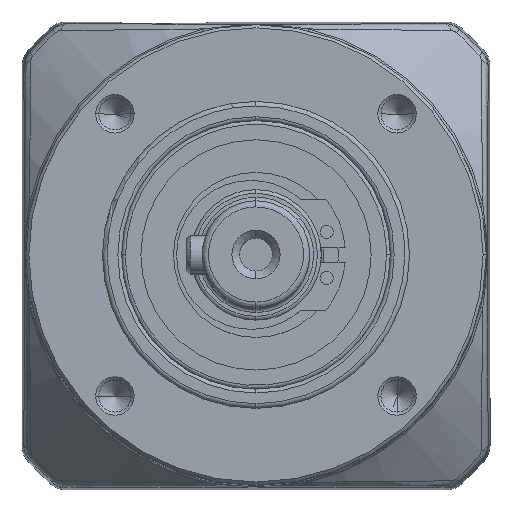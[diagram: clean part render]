
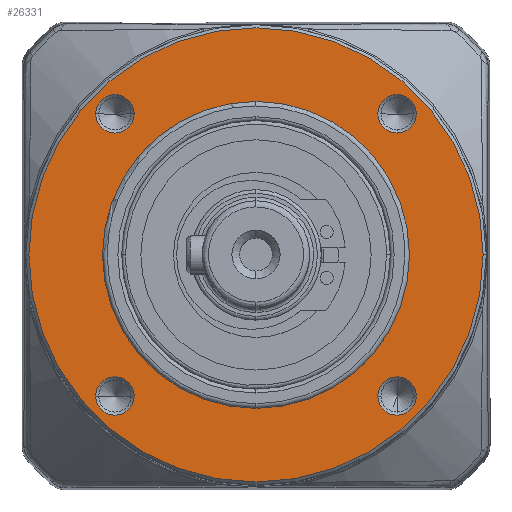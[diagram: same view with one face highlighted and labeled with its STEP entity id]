
A CAD part, top view. The second image highlights one B-rep face of the part: STEP entity #26331.
In plain terms, the highlighted planar face has unit normal (0, 0, 1).
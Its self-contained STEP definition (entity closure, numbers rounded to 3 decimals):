
#188 = CIRCLE ( 'NONE', #20334, 2.5 ) ;
#460 = CIRCLE ( 'NONE', #19256, 2.5 ) ;
#1149 = DIRECTION ( 'NONE',  ( 1., 0., 0. ) ) ;
#1182 = DIRECTION ( 'NONE',  ( 0., 0., -1. ) ) ;
#1187 = CARTESIAN_POINT ( 'NONE',  ( -18.385, 18.385, 25.5 ) ) ;
#1799 = ORIENTED_EDGE ( 'NONE', *, *, #4945, .T. ) ;
#2257 = VERTEX_POINT ( 'NONE', #6738 ) ;
#2357 = AXIS2_PLACEMENT_3D ( 'NONE', #17814, #11672, #26129 ) ;
#2370 = DIRECTION ( 'NONE',  ( 1., 0., 0. ) ) ;
#2372 = DIRECTION ( 'NONE',  ( 0., 0., -1. ) ) ;
#2390 = CARTESIAN_POINT ( 'NONE',  ( -18.385, 18.385, 25.5 ) ) ;
#2560 = DIRECTION ( 'NONE',  ( 1., 0., 0. ) ) ;
#2589 = DIRECTION ( 'NONE',  ( 0., 0., -1. ) ) ;
#2624 = CARTESIAN_POINT ( 'NONE',  ( -18.385, -18.385, 25.5 ) ) ;
#2836 = CARTESIAN_POINT ( 'NONE',  ( 18.385, 18.385, 25.5 ) ) ;
#3366 = CARTESIAN_POINT ( 'NONE',  ( 0., 0., 25.5 ) ) ;
#3368 = VERTEX_POINT ( 'NONE', #26433 ) ;
#3422 = FACE_BOUND ( 'NONE', #10149, .T. ) ;
#3562 = EDGE_LOOP ( 'NONE', ( #24355, #4917 ) ) ;
#4244 = VERTEX_POINT ( 'NONE', #14746 ) ;
#4481 = CIRCLE ( 'NONE', #24983, 2.5 ) ;
#4695 = DIRECTION ( 'NONE',  ( 1., 0., 0. ) ) ;
#4700 = DIRECTION ( 'NONE',  ( 0., 0., -1. ) ) ;
#4731 = CARTESIAN_POINT ( 'NONE',  ( 18.385, -18.385, 25.5 ) ) ;
#4917 = ORIENTED_EDGE ( 'NONE', *, *, #10289, .T. ) ;
#4945 = EDGE_CURVE ( 'NONE', #24177, #26798, #8005, .T. ) ;
#4972 = DIRECTION ( 'NONE',  ( 0., -1., 0. ) ) ;
#5435 = CARTESIAN_POINT ( 'NONE',  ( 0., 0., 25.5 ) ) ;
#5477 = DIRECTION ( 'NONE',  ( -1., 0., 0. ) ) ;
#5784 = ORIENTED_EDGE ( 'NONE', *, *, #21409, .T. ) ;
#6511 = AXIS2_PLACEMENT_3D ( 'NONE', #4731, #4700, #4695 ) ;
#6738 = CARTESIAN_POINT ( 'NONE',  ( -15.885, 18.385, 25.5 ) ) ;
#6846 = EDGE_LOOP ( 'NONE', ( #19751, #25095 ) ) ;
#7106 = CARTESIAN_POINT ( 'NONE',  ( 29.6, 0., 25.5 ) ) ;
#7288 = CARTESIAN_POINT ( 'NONE',  ( -15.885, -18.385, 25.5 ) ) ;
#7346 = CIRCLE ( 'NONE', #25552, 20. ) ;
#7361 = DIRECTION ( 'NONE',  ( -1., 0., 0. ) ) ;
#7365 = DIRECTION ( 'NONE',  ( 0., 0., -1. ) ) ;
#7394 = CARTESIAN_POINT ( 'NONE',  ( 0., 0., 25.5 ) ) ;
#7437 = PLANE ( 'NONE',  #2357 ) ;
#7561 = DIRECTION ( 'NONE',  ( -1., 0., 0. ) ) ;
#8005 = CIRCLE ( 'NONE', #6511, 2.5 ) ;
#8026 = AXIS2_PLACEMENT_3D ( 'NONE', #5435, #19967, #7561 ) ;
#8076 = VERTEX_POINT ( 'NONE', #14560 ) ;
#8430 = VERTEX_POINT ( 'NONE', #11402 ) ;
#8714 = CARTESIAN_POINT ( 'NONE',  ( 18.385, 20.885, 25.5 ) ) ;
#8805 = EDGE_CURVE ( 'NONE', #3368, #22443, #20668, .T. ) ;
#8912 = CARTESIAN_POINT ( 'NONE',  ( 15.885, -18.385, 25.5 ) ) ;
#9047 = FACE_BOUND ( 'NONE', #21931, .T. ) ;
#9144 = DIRECTION ( 'NONE',  ( 1., 0., 0. ) ) ;
#9169 = DIRECTION ( 'NONE',  ( 0., 0., -1. ) ) ;
#9201 = CARTESIAN_POINT ( 'NONE',  ( -18.385, -18.385, 25.5 ) ) ;
#9459 = CARTESIAN_POINT ( 'NONE',  ( 18.385, 18.385, 25.5 ) ) ;
#9632 = EDGE_LOOP ( 'NONE', ( #25413, #25075 ) ) ;
#9735 = CARTESIAN_POINT ( 'NONE',  ( 20.885, -18.385, 25.5 ) ) ;
#10149 = EDGE_LOOP ( 'NONE', ( #23206, #5784 ) ) ;
#10289 = EDGE_CURVE ( 'NONE', #8076, #16733, #188, .T. ) ;
#10381 = FACE_BOUND ( 'NONE', #19612, .T. ) ;
#10398 = ORIENTED_EDGE ( 'NONE', *, *, #18046, .T. ) ;
#10680 = ORIENTED_EDGE ( 'NONE', *, *, #18166, .T. ) ;
#10999 = AXIS2_PLACEMENT_3D ( 'NONE', #2836, #17463, #4972 ) ;
#11120 = EDGE_CURVE ( 'NONE', #21688, #25336, #22907, .T. ) ;
#11402 = CARTESIAN_POINT ( 'NONE',  ( 18.385, 15.885, 25.5 ) ) ;
#11551 = DIRECTION ( 'NONE',  ( 0., -1., 0. ) ) ;
#11672 = DIRECTION ( 'NONE',  ( 0., 0., 1. ) ) ;
#11786 = EDGE_CURVE ( 'NONE', #26798, #24177, #460, .T. ) ;
#11990 = AXIS2_PLACEMENT_3D ( 'NONE', #1187, #1182, #1149 ) ;
#12102 = CIRCLE ( 'NONE', #10999, 2.5 ) ;
#12894 = DIRECTION ( 'NONE',  ( 1., 0., 0. ) ) ;
#12941 = DIRECTION ( 'NONE',  ( 0., 0., -1. ) ) ;
#12976 = CARTESIAN_POINT ( 'NONE',  ( 18.385, -18.385, 25.5 ) ) ;
#14560 = CARTESIAN_POINT ( 'NONE',  ( -20.885, -18.385, 25.5 ) ) ;
#14579 = FACE_BOUND ( 'NONE', #3562, .T. ) ;
#14746 = CARTESIAN_POINT ( 'NONE',  ( -20.885, 18.385, 25.5 ) ) ;
#15990 = AXIS2_PLACEMENT_3D ( 'NONE', #7394, #7365, #7361 ) ;
#16226 = CIRCLE ( 'NONE', #22153, 2.5 ) ;
#16733 = VERTEX_POINT ( 'NONE', #7288 ) ;
#16924 = CIRCLE ( 'NONE', #8026, 29.6 ) ;
#17463 = DIRECTION ( 'NONE',  ( 0., 0., -1. ) ) ;
#17725 = ORIENTED_EDGE ( 'NONE', *, *, #11786, .T. ) ;
#17814 = CARTESIAN_POINT ( 'NONE',  ( 0., 0., 25.5 ) ) ;
#17971 = DIRECTION ( 'NONE',  ( 0., 0., -1. ) ) ;
#18010 = EDGE_CURVE ( 'NONE', #16733, #8076, #16226, .T. ) ;
#18046 = EDGE_CURVE ( 'NONE', #4244, #2257, #4481, .T. ) ;
#18166 = EDGE_CURVE ( 'NONE', #2257, #4244, #24643, .T. ) ;
#18772 = AXIS2_PLACEMENT_3D ( 'NONE', #9459, #23918, #11551 ) ;
#19256 = AXIS2_PLACEMENT_3D ( 'NONE', #12976, #12941, #12894 ) ;
#19364 = FACE_BOUND ( 'NONE', #9632, .T. ) ;
#19612 = EDGE_LOOP ( 'NONE', ( #10680, #10398 ) ) ;
#19751 = ORIENTED_EDGE ( 'NONE', *, *, #21910, .F. ) ;
#19967 = DIRECTION ( 'NONE',  ( 0., 0., -1. ) ) ;
#20334 = AXIS2_PLACEMENT_3D ( 'NONE', #9201, #9169, #9144 ) ;
#20403 = CARTESIAN_POINT ( 'NONE',  ( -20., 0., 25.5 ) ) ;
#20668 = CIRCLE ( 'NONE', #15990, 20. ) ;
#21061 = EDGE_CURVE ( 'NONE', #8430, #25852, #12102, .T. ) ;
#21409 = EDGE_CURVE ( 'NONE', #25852, #8430, #23348, .T. ) ;
#21688 = VERTEX_POINT ( 'NONE', #7106 ) ;
#21910 = EDGE_CURVE ( 'NONE', #25336, #21688, #16924, .T. ) ;
#21931 = EDGE_LOOP ( 'NONE', ( #17725, #1799 ) ) ;
#22153 = AXIS2_PLACEMENT_3D ( 'NONE', #2624, #2589, #2560 ) ;
#22443 = VERTEX_POINT ( 'NONE', #20403 ) ;
#22907 = CIRCLE ( 'NONE', #26378, 29.6 ) ;
#23206 = ORIENTED_EDGE ( 'NONE', *, *, #21061, .T. ) ;
#23348 = CIRCLE ( 'NONE', #18772, 2.5 ) ;
#23918 = DIRECTION ( 'NONE',  ( 0., 0., -1. ) ) ;
#24177 = VERTEX_POINT ( 'NONE', #8912 ) ;
#24262 = DIRECTION ( 'NONE',  ( -1., 0., 0. ) ) ;
#24265 = DIRECTION ( 'NONE',  ( 0., 0., -1. ) ) ;
#24293 = CARTESIAN_POINT ( 'NONE',  ( 0., 0., 25.5 ) ) ;
#24355 = ORIENTED_EDGE ( 'NONE', *, *, #18010, .T. ) ;
#24643 = CIRCLE ( 'NONE', #11990, 2.5 ) ;
#24928 = FACE_OUTER_BOUND ( 'NONE', #6846, .T. ) ;
#24983 = AXIS2_PLACEMENT_3D ( 'NONE', #2390, #2372, #2370 ) ;
#25075 = ORIENTED_EDGE ( 'NONE', *, *, #8805, .T. ) ;
#25095 = ORIENTED_EDGE ( 'NONE', *, *, #11120, .F. ) ;
#25223 = CARTESIAN_POINT ( 'NONE',  ( -29.6, 0., 25.5 ) ) ;
#25336 = VERTEX_POINT ( 'NONE', #25223 ) ;
#25413 = ORIENTED_EDGE ( 'NONE', *, *, #26781, .T. ) ;
#25552 = AXIS2_PLACEMENT_3D ( 'NONE', #3366, #17971, #5477 ) ;
#25852 = VERTEX_POINT ( 'NONE', #8714 ) ;
#26129 = DIRECTION ( 'NONE',  ( 1., 0., 0. ) ) ;
#26331 = ADVANCED_FACE ( 'NONE', ( #9047, #14579, #10381, #3422, #24928, #19364 ), #7437, .T. ) ;
#26378 = AXIS2_PLACEMENT_3D ( 'NONE', #24293, #24265, #24262 ) ;
#26433 = CARTESIAN_POINT ( 'NONE',  ( 20., 0., 25.5 ) ) ;
#26781 = EDGE_CURVE ( 'NONE', #22443, #3368, #7346, .T. ) ;
#26798 = VERTEX_POINT ( 'NONE', #9735 ) ;
